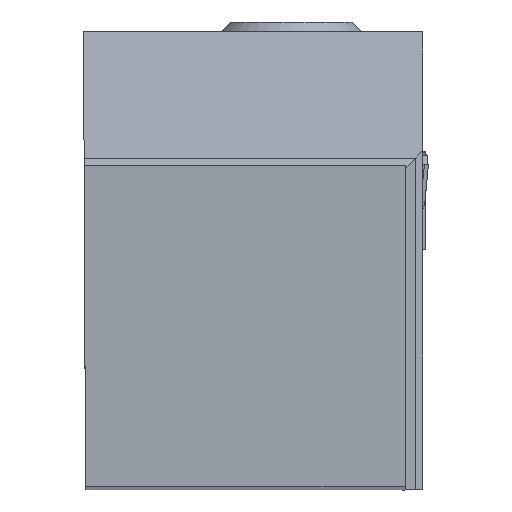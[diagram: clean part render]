
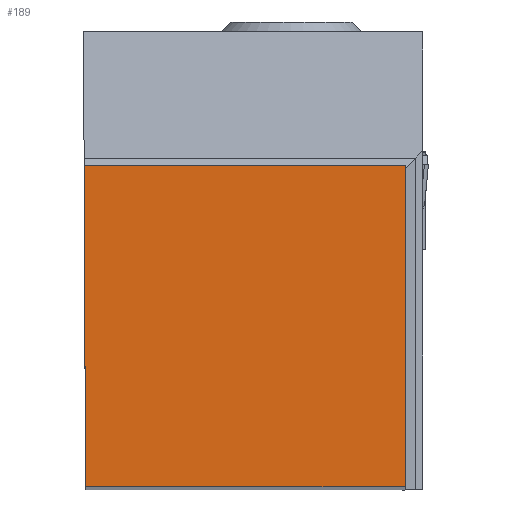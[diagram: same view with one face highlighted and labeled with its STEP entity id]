
A CAD part, top view. The second image highlights one B-rep face of the part: STEP entity #189.
In plain terms, the highlighted planar face has unit normal (0, 0, 1).
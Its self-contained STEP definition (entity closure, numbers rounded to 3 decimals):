
#189=ADVANCED_FACE('BLANK_BOXF006',(#313),#241,.F.);
#241=PLANE('',#1634);
#313=FACE_OUTER_BOUND('',#388,.T.);
#388=EDGE_LOOP('',(#725,#726,#727,#728));
#725=ORIENTED_EDGE('',*,*,#1123,.T.);
#726=ORIENTED_EDGE('',*,*,#1124,.T.);
#727=ORIENTED_EDGE('',*,*,#1119,.T.);
#728=ORIENTED_EDGE('',*,*,#1113,.T.);
#929=VERTEX_POINT('',#2836);
#930=VERTEX_POINT('',#2838);
#933=VERTEX_POINT('',#2849);
#936=VERTEX_POINT('',#2857);
#1113=EDGE_CURVE('',#930,#929,#1265,.T.);
#1119=EDGE_CURVE('',#933,#930,#1271,.T.);
#1123=EDGE_CURVE('',#929,#936,#1275,.T.);
#1124=EDGE_CURVE('',#936,#933,#1276,.T.);
#1265=LINE('',#2837,#1431);
#1271=LINE('',#2848,#1437);
#1275=LINE('',#2856,#1441);
#1276=LINE('',#2858,#1442);
#1431=VECTOR('',#1894,1.);
#1437=VECTOR('',#1904,1.);
#1441=VECTOR('',#1910,1.);
#1442=VECTOR('',#1911,1.);
#1634=AXIS2_PLACEMENT_3D('',#2859,#1912,#1913);
#1894=DIRECTION('',(1.,0.,0.));
#1904=DIRECTION('',(0.004,-1.,0.));
#1910=DIRECTION('',(0.,1.,0.));
#1911=DIRECTION('',(-1.,0.,0.));
#1912=DIRECTION('',(0.,0.,-1.));
#1913=DIRECTION('',(0.,-1.,0.));
#2836=CARTESIAN_POINT('',(15.875,0.,0.));
#2837=CARTESIAN_POINT('',(-100.65,0.,0.));
#2838=CARTESIAN_POINT('',(0.069,0.,0.));
#2848=CARTESIAN_POINT('',(-0.37,100.649,0.));
#2849=CARTESIAN_POINT('',(0.,15.875,0.));
#2856=CARTESIAN_POINT('',(15.875,-100.65,0.));
#2857=CARTESIAN_POINT('',(15.875,15.875,0.));
#2858=CARTESIAN_POINT('',(100.65,15.875,0.));
#2859=CARTESIAN_POINT('',(16.75,-5.,0.));
